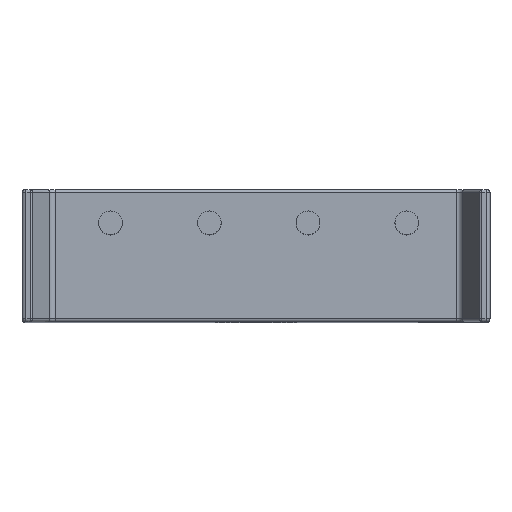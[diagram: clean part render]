
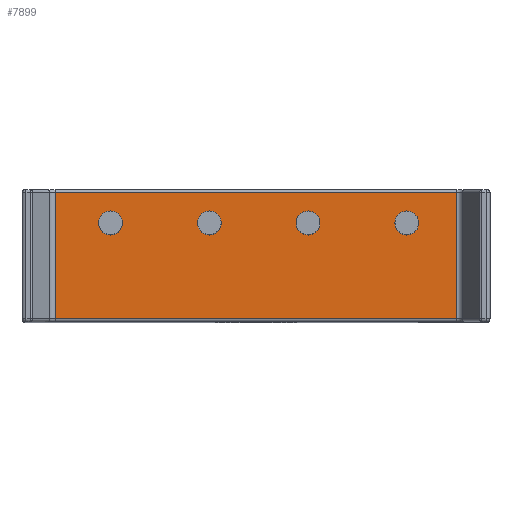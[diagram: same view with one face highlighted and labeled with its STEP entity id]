
A CAD part, top view. The second image highlights one B-rep face of the part: STEP entity #7899.
In plain terms, the highlighted planar face has unit normal (0, 0, 1).
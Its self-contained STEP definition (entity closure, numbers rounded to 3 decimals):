
#181 = ORIENTED_EDGE ( 'NONE', *, *, #10458, .F. ) ;
#197 = CARTESIAN_POINT ( 'NONE',  ( -7.965, 5., 7.9 ) ) ;
#265 = DIRECTION ( 'NONE',  ( 0., 0., 1. ) ) ;
#380 = CARTESIAN_POINT ( 'NONE',  ( -10.165, 6.55, 7.9 ) ) ;
#410 = AXIS2_PLACEMENT_3D ( 'NONE', #4966, #1559, #7350 ) ;
#413 = DIRECTION ( 'NONE',  ( -1., 0., 0. ) ) ;
#432 = AXIS2_PLACEMENT_3D ( 'NONE', #517, #4479, #413 ) ;
#506 = EDGE_CURVE ( 'NONE', #9558, #1289, #7467, .T. ) ;
#517 = CARTESIAN_POINT ( 'NONE',  ( -7.365, 5., 7.9 ) ) ;
#626 = AXIS2_PLACEMENT_3D ( 'NONE', #8921, #1569, #5247 ) ;
#816 = CARTESIAN_POINT ( 'NONE',  ( -2.365, 5., 7.9 ) ) ;
#953 = ORIENTED_EDGE ( 'NONE', *, *, #2779, .F. ) ;
#981 = ORIENTED_EDGE ( 'NONE', *, *, #7806, .F. ) ;
#1289 = VERTEX_POINT ( 'NONE', #6197 ) ;
#1313 = DIRECTION ( 'NONE',  ( 0., 0., 1. ) ) ;
#1370 = DIRECTION ( 'NONE',  ( 0., 0., -1. ) ) ;
#1454 = AXIS2_PLACEMENT_3D ( 'NONE', #816, #5992, #1677 ) ;
#1506 = VERTEX_POINT ( 'NONE', #10441 ) ;
#1546 = ORIENTED_EDGE ( 'NONE', *, *, #506, .F. ) ;
#1559 = DIRECTION ( 'NONE',  ( 0., 0., 1. ) ) ;
#1569 = DIRECTION ( 'NONE',  ( 0., 0., 1. ) ) ;
#1677 = DIRECTION ( 'NONE',  ( -1., 0., 0. ) ) ;
#1979 = AXIS2_PLACEMENT_3D ( 'NONE', #8781, #7874, #10382 ) ;
#2016 = CARTESIAN_POINT ( 'NONE',  ( -10.165, 6.7, 7.9 ) ) ;
#2069 = AXIS2_PLACEMENT_3D ( 'NONE', #8715, #1313, #7094 ) ;
#2370 = EDGE_CURVE ( 'NONE', #7302, #5649, #5138, .T. ) ;
#2493 = CARTESIAN_POINT ( 'NONE',  ( -10.165, 0.15, 7.9 ) ) ;
#2516 = EDGE_CURVE ( 'NONE', #6837, #4513, #6064, .T. ) ;
#2544 = DIRECTION ( 'NONE',  ( 0., 0., 1. ) ) ;
#2598 = LINE ( 'NONE', #2493, #2727 ) ;
#2668 = ORIENTED_EDGE ( 'NONE', *, *, #4990, .F. ) ;
#2727 = VECTOR ( 'NONE', #9226, 1000. ) ;
#2779 = EDGE_CURVE ( 'NONE', #1289, #9558, #9710, .T. ) ;
#2900 = FACE_OUTER_BOUND ( 'NONE', #4644, .T. ) ;
#2966 = AXIS2_PLACEMENT_3D ( 'NONE', #7453, #2544, #5830 ) ;
#3148 = DIRECTION ( 'NONE',  ( -1., 0., 0. ) ) ;
#3265 = EDGE_CURVE ( 'NONE', #5069, #3933, #8420, .T. ) ;
#3481 = VECTOR ( 'NONE', #8553, 1000. ) ;
#3497 = EDGE_CURVE ( 'NONE', #5649, #9042, #2598, .T. ) ;
#3526 = CARTESIAN_POINT ( 'NONE',  ( -2.365, 5., 7.9 ) ) ;
#3558 = VERTEX_POINT ( 'NONE', #197 ) ;
#3782 = VERTEX_POINT ( 'NONE', #3927 ) ;
#3836 = VECTOR ( 'NONE', #7961, 1000. ) ;
#3927 = CARTESIAN_POINT ( 'NONE',  ( -6.765, 5., 7.9 ) ) ;
#3933 = VERTEX_POINT ( 'NONE', #7943 ) ;
#4161 = DIRECTION ( 'NONE',  ( -1., 0., 0. ) ) ;
#4164 = CIRCLE ( 'NONE', #1454, 0.6 ) ;
#4174 = AXIS2_PLACEMENT_3D ( 'NONE', #2016, #1370, #7564 ) ;
#4263 = FACE_BOUND ( 'NONE', #9953, .T. ) ;
#4453 = LINE ( 'NONE', #380, #8989 ) ;
#4467 = FACE_BOUND ( 'NONE', #9315, .T. ) ;
#4479 = DIRECTION ( 'NONE',  ( 0., 0., 1. ) ) ;
#4513 = VERTEX_POINT ( 'NONE', #6309 ) ;
#4632 = EDGE_LOOP ( 'NONE', ( #981, #6436 ) ) ;
#4644 = EDGE_LOOP ( 'NONE', ( #7849, #6214, #6032, #6438 ) ) ;
#4723 = CARTESIAN_POINT ( 'NONE',  ( -1.765, 5., 7.9 ) ) ;
#4772 = CARTESIAN_POINT ( 'NONE',  ( 8.235, 5., 7.9 ) ) ;
#4966 = CARTESIAN_POINT ( 'NONE',  ( 7.635, 5., 7.9 ) ) ;
#4990 = EDGE_CURVE ( 'NONE', #3558, #3782, #5492, .T. ) ;
#4997 = ORIENTED_EDGE ( 'NONE', *, *, #3265, .F. ) ;
#5069 = VERTEX_POINT ( 'NONE', #4723 ) ;
#5138 = LINE ( 'NONE', #8446, #3481 ) ;
#5247 = DIRECTION ( 'NONE',  ( -1., 0., 0. ) ) ;
#5305 = CARTESIAN_POINT ( 'NONE',  ( -10.165, 6.55, 7.9 ) ) ;
#5492 = CIRCLE ( 'NONE', #2069, 0.6 ) ;
#5649 = VERTEX_POINT ( 'NONE', #6894 ) ;
#5830 = DIRECTION ( 'NONE',  ( -1., 0., 0. ) ) ;
#5992 = DIRECTION ( 'NONE',  ( 0., 0., 1. ) ) ;
#6032 = ORIENTED_EDGE ( 'NONE', *, *, #8115, .F. ) ;
#6064 = CIRCLE ( 'NONE', #410, 0.6 ) ;
#6133 = EDGE_CURVE ( 'NONE', #3782, #3558, #7815, .T. ) ;
#6197 = CARTESIAN_POINT ( 'NONE',  ( 3.235, 5., 7.9 ) ) ;
#6214 = ORIENTED_EDGE ( 'NONE', *, *, #3497, .T. ) ;
#6309 = CARTESIAN_POINT ( 'NONE',  ( 7.035, 5., 7.9 ) ) ;
#6436 = ORIENTED_EDGE ( 'NONE', *, *, #2516, .F. ) ;
#6438 = ORIENTED_EDGE ( 'NONE', *, *, #7332, .T. ) ;
#6837 = VERTEX_POINT ( 'NONE', #4772 ) ;
#6894 = CARTESIAN_POINT ( 'NONE',  ( -10.165, 0.15, 7.9 ) ) ;
#6944 = CIRCLE ( 'NONE', #2966, 0.6 ) ;
#7001 = PLANE ( 'NONE',  #4174 ) ;
#7094 = DIRECTION ( 'NONE',  ( -1., 0., 0. ) ) ;
#7169 = EDGE_LOOP ( 'NONE', ( #181, #4997 ) ) ;
#7302 = VERTEX_POINT ( 'NONE', #5305 ) ;
#7332 = EDGE_CURVE ( 'NONE', #1506, #7302, #4453, .T. ) ;
#7350 = DIRECTION ( 'NONE',  ( -1., 0., 0. ) ) ;
#7453 = CARTESIAN_POINT ( 'NONE',  ( 7.635, 5., 7.9 ) ) ;
#7467 = CIRCLE ( 'NONE', #1979, 0.6 ) ;
#7564 = DIRECTION ( 'NONE',  ( -1., 0., 0. ) ) ;
#7806 = EDGE_CURVE ( 'NONE', #4513, #6837, #6944, .T. ) ;
#7815 = CIRCLE ( 'NONE', #432, 0.6 ) ;
#7849 = ORIENTED_EDGE ( 'NONE', *, *, #2370, .T. ) ;
#7874 = DIRECTION ( 'NONE',  ( 0., 0., 1. ) ) ;
#7899 = ADVANCED_FACE ( 'NONE', ( #9376, #8570, #2900, #4467, #4263 ), #7001, .F. ) ;
#7943 = CARTESIAN_POINT ( 'NONE',  ( -2.965, 5., 7.9 ) ) ;
#7961 = DIRECTION ( 'NONE',  ( 0., -1., 0. ) ) ;
#8068 = CARTESIAN_POINT ( 'NONE',  ( 10.165, 6.7, 7.9 ) ) ;
#8115 = EDGE_CURVE ( 'NONE', #1506, #9042, #8873, .T. ) ;
#8279 = CARTESIAN_POINT ( 'NONE',  ( 10.165, 0.15, 7.9 ) ) ;
#8420 = CIRCLE ( 'NONE', #9891, 0.6 ) ;
#8446 = CARTESIAN_POINT ( 'NONE',  ( -10.165, 6.7, 7.9 ) ) ;
#8553 = DIRECTION ( 'NONE',  ( 0., -1., 0. ) ) ;
#8570 = FACE_BOUND ( 'NONE', #4632, .T. ) ;
#8715 = CARTESIAN_POINT ( 'NONE',  ( -7.365, 5., 7.9 ) ) ;
#8723 = CARTESIAN_POINT ( 'NONE',  ( 2.035, 5., 7.9 ) ) ;
#8781 = CARTESIAN_POINT ( 'NONE',  ( 2.635, 5., 7.9 ) ) ;
#8873 = LINE ( 'NONE', #8068, #3836 ) ;
#8921 = CARTESIAN_POINT ( 'NONE',  ( 2.635, 5., 7.9 ) ) ;
#8989 = VECTOR ( 'NONE', #3148, 1000. ) ;
#9002 = ORIENTED_EDGE ( 'NONE', *, *, #6133, .F. ) ;
#9042 = VERTEX_POINT ( 'NONE', #8279 ) ;
#9226 = DIRECTION ( 'NONE',  ( 1., 0., 0. ) ) ;
#9315 = EDGE_LOOP ( 'NONE', ( #1546, #953 ) ) ;
#9376 = FACE_BOUND ( 'NONE', #7169, .T. ) ;
#9558 = VERTEX_POINT ( 'NONE', #8723 ) ;
#9710 = CIRCLE ( 'NONE', #626, 0.6 ) ;
#9891 = AXIS2_PLACEMENT_3D ( 'NONE', #3526, #265, #4161 ) ;
#9953 = EDGE_LOOP ( 'NONE', ( #2668, #9002 ) ) ;
#10382 = DIRECTION ( 'NONE',  ( -1., 0., 0. ) ) ;
#10441 = CARTESIAN_POINT ( 'NONE',  ( 10.165, 6.55, 7.9 ) ) ;
#10458 = EDGE_CURVE ( 'NONE', #3933, #5069, #4164, .T. ) ;
